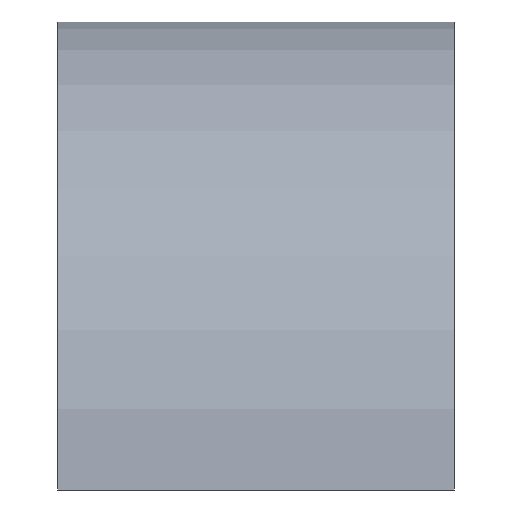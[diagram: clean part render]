
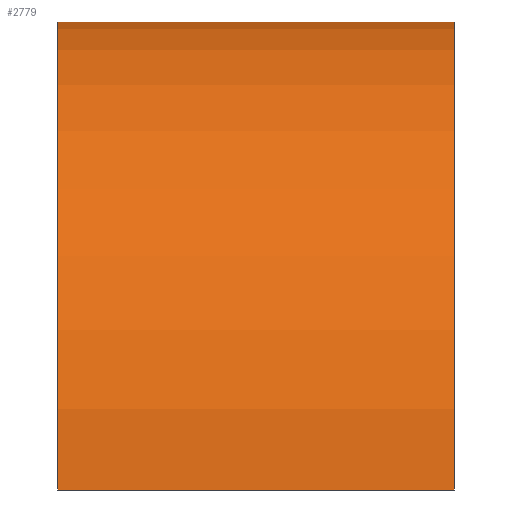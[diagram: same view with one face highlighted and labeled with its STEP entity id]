
A CAD part, left-side view. The second image highlights one B-rep face of the part: STEP entity #2779.
In plain terms, the highlighted cylindrical face has radius 59 mm (diameter 118 mm), a partial arc.
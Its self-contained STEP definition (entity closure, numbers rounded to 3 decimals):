
#64=CYLINDRICAL_SURFACE('',#3061,59.);
#237=FACE_OUTER_BOUND('',#427,.T.);
#427=EDGE_LOOP('',(#2471,#2472,#2473,#2474));
#724=LINE('',#4669,#994);
#725=LINE('',#4671,#995);
#994=VECTOR('',#3828,10.);
#995=VECTOR('',#3831,10.);
#1006=CIRCLE('',#2833,59.);
#1100=CIRCLE('',#2928,59.);
#1140=VERTEX_POINT('',#3918);
#1141=VERTEX_POINT('',#3920);
#1312=VERTEX_POINT('',#4263);
#1313=VERTEX_POINT('',#4265);
#1408=EDGE_CURVE('',#1140,#1141,#1006,.T.);
#1580=EDGE_CURVE('',#1313,#1312,#1100,.T.);
#1796=EDGE_CURVE('',#1312,#1141,#724,.T.);
#1797=EDGE_CURVE('',#1140,#1313,#725,.T.);
#2471=ORIENTED_EDGE('',*,*,#1580,.T.);
#2472=ORIENTED_EDGE('',*,*,#1796,.T.);
#2473=ORIENTED_EDGE('',*,*,#1408,.F.);
#2474=ORIENTED_EDGE('',*,*,#1797,.T.);
#2779=ADVANCED_FACE('',(#237),#64,.T.);
#2833=AXIS2_PLACEMENT_3D('',#3921,#3111,#3112);
#2928=AXIS2_PLACEMENT_3D('',#4266,#3379,#3380);
#3061=AXIS2_PLACEMENT_3D('',#4670,#3829,#3830);
#3111=DIRECTION('center_axis',(0.,1.,0.));
#3112=DIRECTION('ref_axis',(1.,0.,0.));
#3379=DIRECTION('center_axis',(0.,1.,0.));
#3380=DIRECTION('ref_axis',(1.,0.,0.));
#3828=DIRECTION('',(0.,1.,0.));
#3829=DIRECTION('center_axis',(0.,-1.,0.));
#3830=DIRECTION('ref_axis',(0.,0.,
1.));
#3831=DIRECTION('',(0.,-1.,0.));
#3918=CARTESIAN_POINT('',(-58.94,485.004,9.));
#3920=CARTESIAN_POINT('',(59.06,485.004,9.));
#3921=CARTESIAN_POINT('Origin',(0.06,485.004,9.011));
#4263=CARTESIAN_POINT('',(59.06,435.004,9.));
#4265=CARTESIAN_POINT('',(-58.94,435.004,9.));
#4266=CARTESIAN_POINT('Origin',(0.06,435.004,9.011));
#4669=CARTESIAN_POINT('',(59.06,444.004,9.));
#4670=CARTESIAN_POINT('Origin',(0.06,434.004,9.011));
#4671=CARTESIAN_POINT('',(-58.94,434.004,9.));
